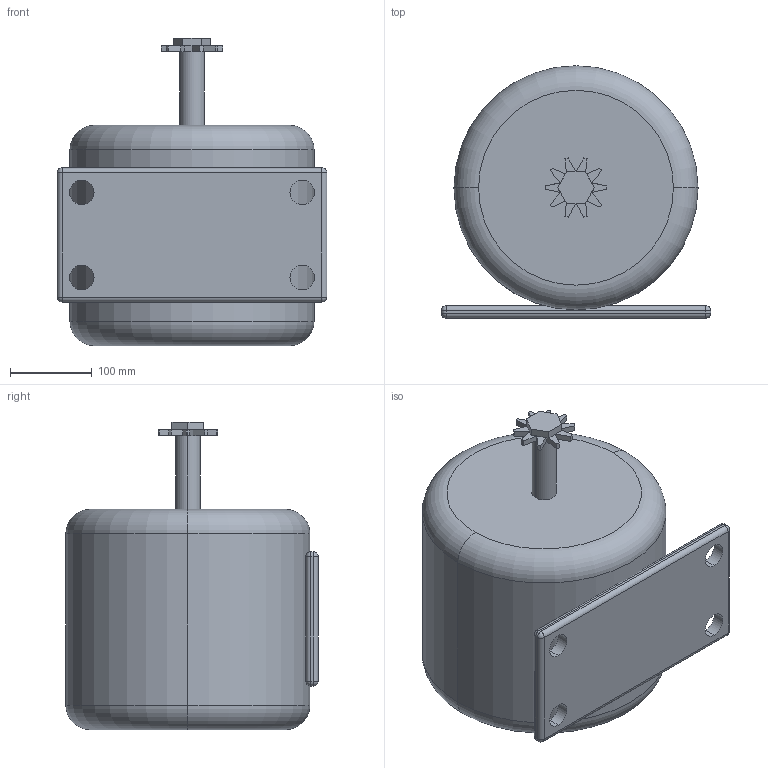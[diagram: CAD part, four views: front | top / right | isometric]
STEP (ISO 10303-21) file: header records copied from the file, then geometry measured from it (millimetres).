
FILE_DESCRIPTION (( 'STEP AP203' ), '1' );
FILE_NAME ('Motor_Predeterminado_sldprt.STEP', '2022-10-07T00:05:07', ( '' ), ( '' ), 'SwSTEP 2.0', 'SolidWorks 2022', '' );
FILE_SCHEMA (( 'CONFIG_CONTROL_DESIGN' ));
Length unit declared in the file: millimetre
Products named in the file (1): Motor_Predeterminado_sldprt
Bounding box: 329.18 x 307.94 x 375.19 mm (x, y, z)
Volume: 19253784.1 mm3; surface area: 500328.4 mm2
Topology: 2 solids, 2 shells, 101 faces, 245 edges, 142 vertices
Faces by surface type: plane 54, cylinder 35, sphere 8, torus 4
Entity records: 2936 total; most frequent: DIRECTION 519, CARTESIAN_POINT 481, ORIENTED_EDGE 474, EDGE_CURVE 237, AXIS2_PLACEMENT_3D 180, LINE 159, VECTOR 159, VERTEX_POINT 142
